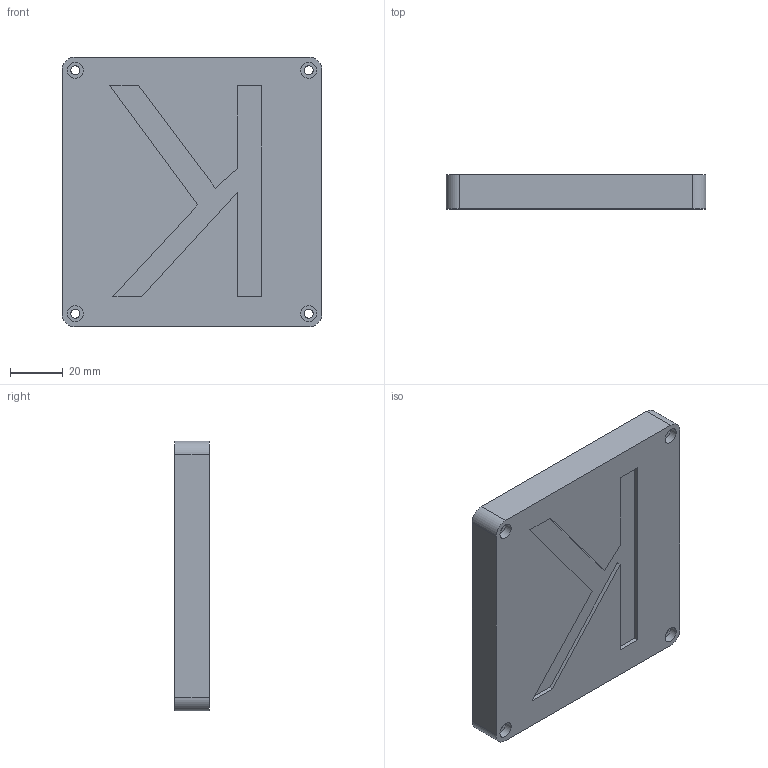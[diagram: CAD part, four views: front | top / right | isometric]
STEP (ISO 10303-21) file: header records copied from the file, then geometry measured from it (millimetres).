
FILE_DESCRIPTION(/* description */ ('STEP AP242','CAx-IF Rec.Pracs.---Representation and Presentation of Product Manufacturing Information (PMI)---4.0---2014-10-13','CAx-IF Rec.Pracs.---3D Tessellated Geometry---0.4---2014-09-14','2;1'),/* implementation_level */ '2;1');
FILE_NAME(/* name */ '68825df88d3a6d43b63b6080',/* time_stamp */ '2025-07-24T16:23:21Z',/* author */ (''),/* organization */ (''),/* preprocessor_version */ 'ST-DEVELOPER v20',/* originating_system */ 'ONSHAPE BY PTC INC, 1.201',/* authorisation */ ' ');
FILE_SCHEMA (('AP242_MANAGED_MODEL_BASED_3D_ENGINEERING_MIM_LF { 1 0 10303 442 1 1 4 }'));
Length unit declared in the file: metre
Products named in the file (5): Part 4; Part 5; Part 1; Part 2; Part 3
Bounding box: 98.58 x 13 x 102.31 mm (x, y, z)
Volume: 60524.6 mm3; surface area: 32361.7 mm2
Topology: 5 solids, 5 shells, 65 faces, 162 edges, 106 vertices
Faces by surface type: plane 49, cylinder 16
Full cylindrical faces by diameter (mm): 3.4 x4, 6 x8
Entity records: 2033 total; most frequent: CARTESIAN_POINT 326, DIRECTION 322, ORIENTED_EDGE 300, EDGE_CURVE 150, LINE 118, VECTOR 118, VERTEX_POINT 106, AXIS2_PLACEMENT_3D 102
